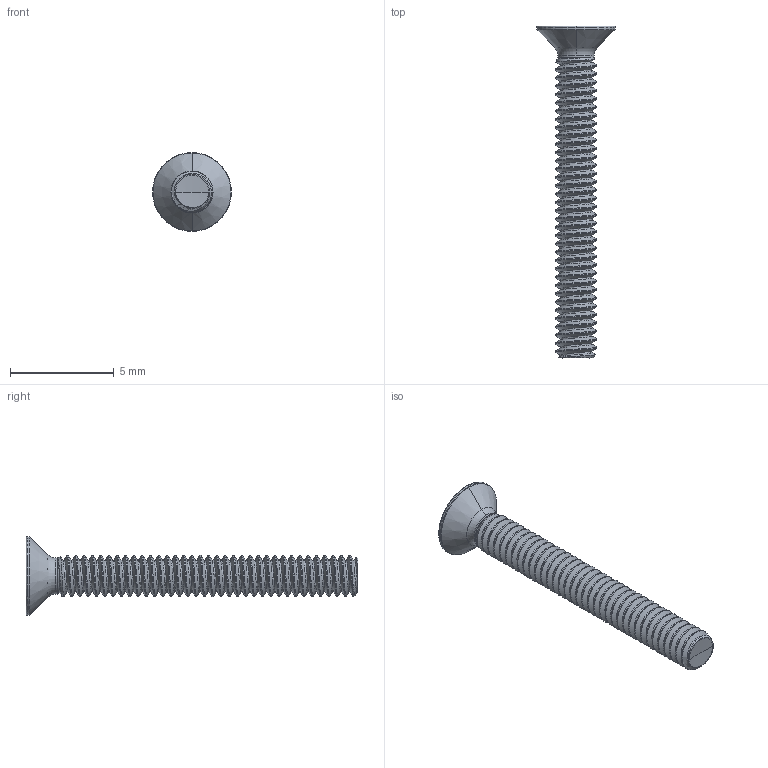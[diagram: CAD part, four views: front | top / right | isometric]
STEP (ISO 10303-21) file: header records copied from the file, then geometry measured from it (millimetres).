
FILE_DESCRIPTION (( 'STEP AP203' ), '1' );
FILE_NAME ('STM330200160.STEP', '2019-03-15T20:18:19', ( '' ), ( '' ), 'SwSTEP 2.0', 'SolidWorks 2015', '' );
FILE_SCHEMA (( 'CONFIG_CONTROL_DESIGN' ));
Length unit declared in the file: millimetre
Products named in the file (1): STM330200160
Bounding box: 3.8 x 16 x 3.8 mm (x, y, z)
Volume: 43 mm3; surface area: 168.8 mm2
Topology: 1 solids, 1 shells, 230 faces, 565 edges, 336 vertices
Faces by surface type: cylinder 115, bspline 46, sphere 26, plane 22, cone 11, torus 10
Entity records: 31988 total; most frequent: CARTESIAN_POINT 27277, ORIENTED_EDGE 1126, DIRECTION 827, EDGE_CURVE 563, VERTEX_POINT 336, AXIS2_PLACEMENT_3D 332, EDGE_LOOP 231, ADVANCED_FACE 230
